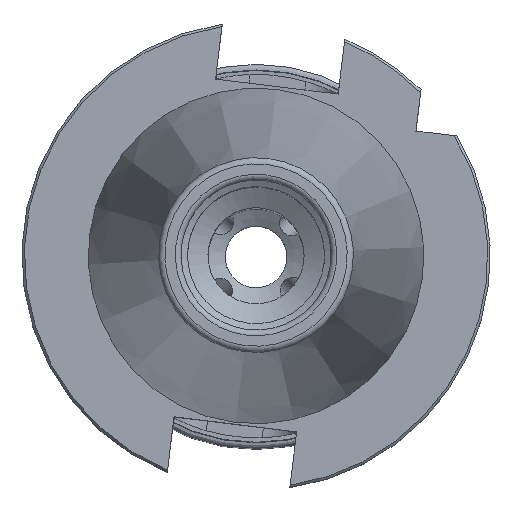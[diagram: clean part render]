
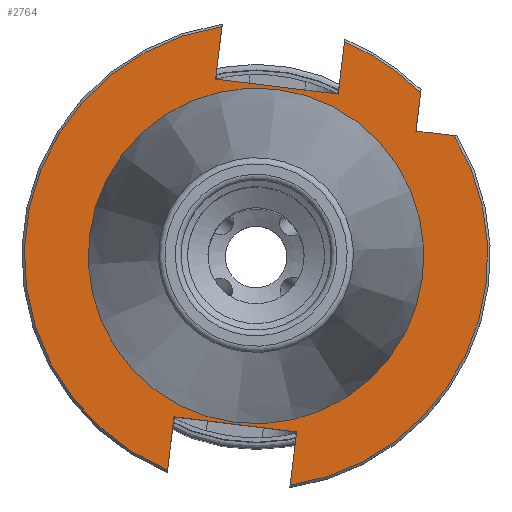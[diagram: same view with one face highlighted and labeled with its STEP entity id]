
A CAD part, top view. The second image highlights one B-rep face of the part: STEP entity #2764.
In plain terms, the highlighted planar face has unit normal (0, 0, 1).
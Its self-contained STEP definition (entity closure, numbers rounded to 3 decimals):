
#407=PLANE('',#11437);
#951=LINE('',#22916,#1347);
#952=LINE('',#22918,#1348);
#953=LINE('',#22919,#1349);
#954=LINE('',#22921,#1350);
#955=LINE('',#22923,#1351);
#956=LINE('',#22924,#1352);
#957=LINE('',#22926,#1353);
#958=LINE('',#22928,#1354);
#1347=VECTOR('',#13889,1.);
#1348=VECTOR('',#13890,1.);
#1349=VECTOR('',#13891,1.);
#1350=VECTOR('',#13892,1.);
#1351=VECTOR('',#13893,1.);
#1352=VECTOR('',#13894,1.);
#1353=VECTOR('',#13895,1.);
#1354=VECTOR('',#13896,1.);
#1807=FACE_BOUND('',#3944,.T.);
#1808=FACE_BOUND('',#3945,.T.);
#2186=CIRCLE('',#11390,48.225);
#2197=CIRCLE('',#11412,48.225);
#2208=CIRCLE('',#11434,48.225);
#2209=CIRCLE('',#11436,34.645);
#2764=ADVANCED_FACE('',(#1807,#1808),#407,.T.);
#3944=EDGE_LOOP('',(#6784,#6785,#6786,#6787,#6788,#6789,#6790,#6791,#6792,
#6793,#6794));
#3945=EDGE_LOOP('',(#6795));
#6784=ORIENTED_EDGE('',*,*,#9689,.F.);
#6785=ORIENTED_EDGE('',*,*,#9690,.F.);
#6786=ORIENTED_EDGE('',*,*,#9655,.F.);
#6787=ORIENTED_EDGE('',*,*,#9691,.F.);
#6788=ORIENTED_EDGE('',*,*,#9692,.F.);
#6789=ORIENTED_EDGE('',*,*,#9693,.F.);
#6790=ORIENTED_EDGE('',*,*,#9688,.F.);
#6791=ORIENTED_EDGE('',*,*,#9694,.T.);
#6792=ORIENTED_EDGE('',*,*,#9695,.T.);
#6793=ORIENTED_EDGE('',*,*,#9696,.T.);
#6794=ORIENTED_EDGE('',*,*,#9621,.F.);
#6795=ORIENTED_EDGE('',*,*,#9697,.T.);
#8143=VERTEX_POINT('',#22590);
#8144=VERTEX_POINT('',#22592);
#8165=VERTEX_POINT('',#22752);
#8166=VERTEX_POINT('',#22757);
#8187=VERTEX_POINT('',#22908);
#8188=VERTEX_POINT('',#22913);
#8189=VERTEX_POINT('',#22917);
#8190=VERTEX_POINT('',#22920);
#8191=VERTEX_POINT('',#22922);
#8192=VERTEX_POINT('',#22925);
#8193=VERTEX_POINT('',#22927);
#8194=VERTEX_POINT('',#22930);
#9621=EDGE_CURVE('',#8143,#8144,#2186,.T.);
#9655=EDGE_CURVE('',#8166,#8165,#2197,.T.);
#9688=EDGE_CURVE('',#8188,#8187,#2208,.T.);
#9689=EDGE_CURVE('',#8189,#8143,#951,.T.);
#9690=EDGE_CURVE('',#8165,#8189,#952,.T.);
#9691=EDGE_CURVE('',#8190,#8166,#953,.T.);
#9692=EDGE_CURVE('',#8191,#8190,#954,.T.);
#9693=EDGE_CURVE('',#8187,#8191,#955,.T.);
#9694=EDGE_CURVE('',#8188,#8192,#956,.T.);
#9695=EDGE_CURVE('',#8192,#8193,#957,.T.);
#9696=EDGE_CURVE('',#8193,#8144,#958,.T.);
#9697=EDGE_CURVE('',#8194,#8194,#2209,.T.);
#11390=AXIS2_PLACEMENT_3D('',#22591,#13777,#13778);
#11412=AXIS2_PLACEMENT_3D('',#22758,#13831,#13832);
#11434=AXIS2_PLACEMENT_3D('',#22914,#13885,#13886);
#11436=AXIS2_PLACEMENT_3D('',#22929,#13897,#13898);
#11437=AXIS2_PLACEMENT_3D('',#22931,#13899,#13900);
#13777=DIRECTION('',(0.,0.,-1.));
#13778=DIRECTION('',(0.122,0.993,0.));
#13831=DIRECTION('',(0.,0.,-1.));
#13832=DIRECTION('',(0.122,0.993,0.));
#13885=DIRECTION('',(0.,0.,-1.));
#13886=DIRECTION('',(0.122,0.993,0.));
#13889=DIRECTION('',(0.993,-0.122,0.));
#13890=DIRECTION('',(-0.122,-0.993,0.));
#13891=DIRECTION('',(0.122,0.993,0.));
#13892=DIRECTION('',(0.993,-0.122,0.));
#13893=DIRECTION('',(-0.122,-0.993,0.));
#13894=DIRECTION('',(0.122,0.993,0.));
#13895=DIRECTION('',(0.993,-0.122,0.));
#13896=DIRECTION('',(-0.122,-0.993,0.));
#13897=DIRECTION('',(0.,0.,-1.));
#13898=DIRECTION('',(0.122,0.993,0.));
#13899=DIRECTION('',(0.,0.,1.));
#13900=DIRECTION('',(-0.122,-0.993,0.));
#22590=CARTESIAN_POINT('',(41.232,25.012,-3.2));
#22591=CARTESIAN_POINT('',(0.,0.,-3.2));
#22592=CARTESIAN_POINT('',(7.09,-47.701,-3.2));
#22752=CARTESIAN_POINT('',(34.243,33.956,-3.2));
#22757=CARTESIAN_POINT('',(18.419,44.569,-3.2));
#22758=CARTESIAN_POINT('',(0.,0.,-3.2));
#22908=CARTESIAN_POINT('',(-7.09,47.701,-3.2));
#22913=CARTESIAN_POINT('',(-18.419,-44.569,-3.2));
#22914=CARTESIAN_POINT('',(0.,0.,-3.2));
#22916=CARTESIAN_POINT('',(3.638,29.628,-3.2));
#22917=CARTESIAN_POINT('',(33.265,25.99,-3.2));
#22918=CARTESIAN_POINT('',(23.75,-51.503,-3.2));
#22919=CARTESIAN_POINT('',(6.877,-49.432,-3.2));
#22920=CARTESIAN_POINT('',(17.081,33.669,-3.2));
#22921=CARTESIAN_POINT('',(4.326,35.235,-3.2));
#22922=CARTESIAN_POINT('',(-8.428,36.801,-3.2));
#22923=CARTESIAN_POINT('',(-18.631,-46.3,-3.2));
#22924=CARTESIAN_POINT('',(-18.631,-46.3,-3.2));
#22925=CARTESIAN_POINT('',(-17.056,-33.471,-3.2));
#22926=CARTESIAN_POINT('',(-4.302,-35.037,-3.2));
#22927=CARTESIAN_POINT('',(8.452,-36.603,-3.2));
#22928=CARTESIAN_POINT('',(6.877,-49.432,-3.2));
#22929=CARTESIAN_POINT('',(0.,0.,-3.2));
#22930=CARTESIAN_POINT('',(4.222,34.387,-3.2));
#22931=CARTESIAN_POINT('',(-5.877,-47.866,-3.2));
